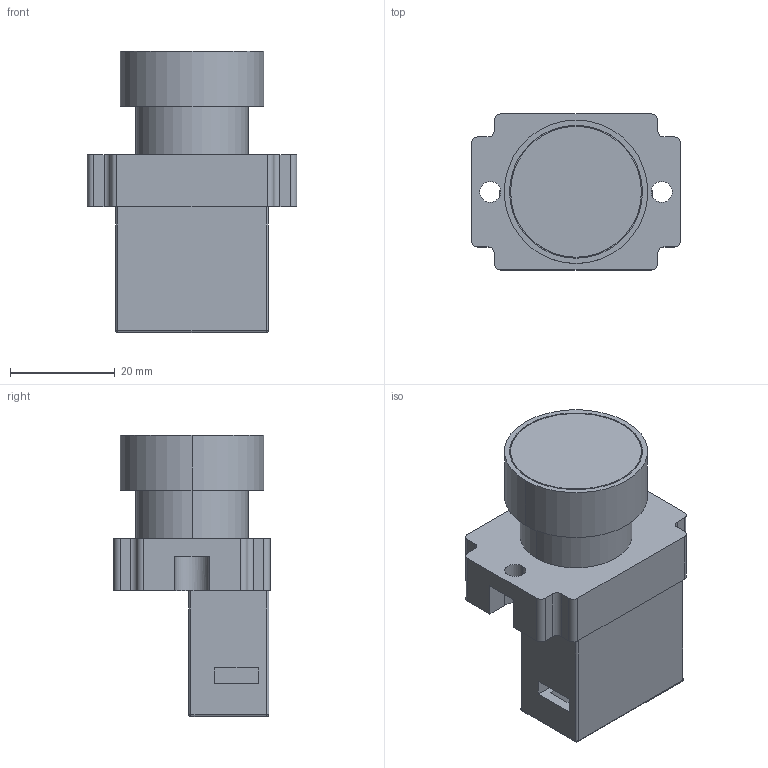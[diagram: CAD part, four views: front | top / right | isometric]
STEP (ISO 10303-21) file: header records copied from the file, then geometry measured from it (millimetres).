
FILE_DESCRIPTION (( 'STEP AP214' ), '1' );
FILE_NAME ('PushButton27mm.STEP', '2020-10-06T11:31:16', ( '' ), ( '' ), 'SwSTEP 2.0', 'SolidWorks 2019', '' );
FILE_SCHEMA (( 'AUTOMOTIVE_DESIGN' ));
Length unit declared in the file: millimetre
Products named in the file (1): PushButton27mm
Bounding box: 40 x 29.8 x 53.7 mm (x, y, z)
Volume: 27635.7 mm3; surface area: 10853.5 mm2
Topology: 2 solids, 2 shells, 93 faces, 245 edges, 154 vertices
Faces by surface type: plane 50, cylinder 39, sphere 4
Entity records: 3927 total; most frequent: DIRECTION 515, CARTESIAN_POINT 489, ORIENTED_EDGE 482, EDGE_CURVE 241, AXIS2_PLACEMENT_3D 180, LINE 155, VECTOR 155, VERTEX_POINT 154
